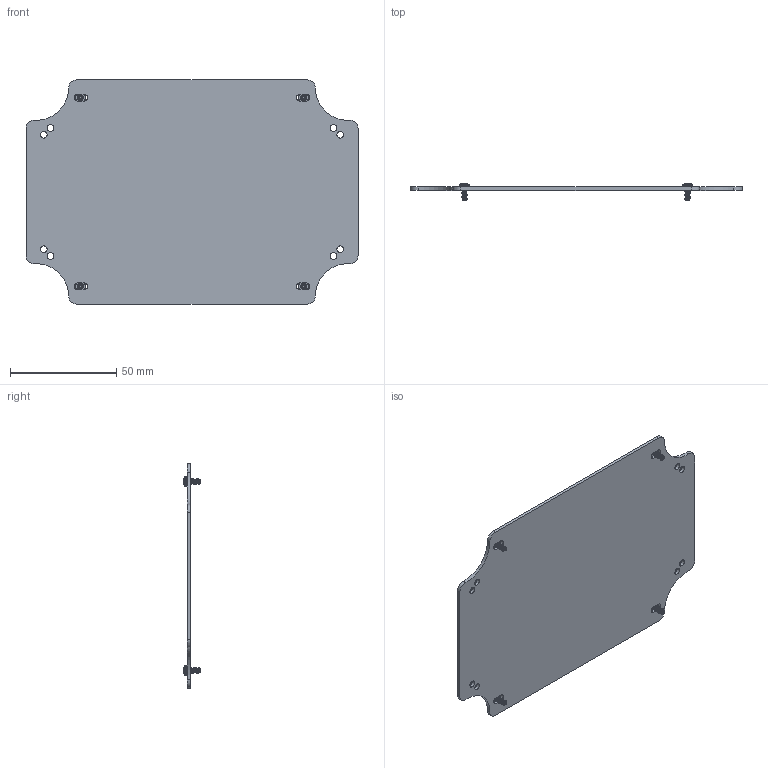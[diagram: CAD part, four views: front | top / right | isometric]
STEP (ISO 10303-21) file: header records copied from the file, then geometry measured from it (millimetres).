
FILE_DESCRIPTION (( 'STEP AP214' ), '1' );
FILE_NAME ('HD-45K-01.STEP', '2020-09-29T18:53:16', ( '' ), ( '' ), 'SwSTEP 2.0', 'SolidWorks 2016', '' );
FILE_SCHEMA (( 'AUTOMOTIVE_DESIGN' ));
Length unit declared in the file: inch
Products named in the file (3): HD-45P-01_DEFAULT; SCREWS-MBR; HD-45K-01
Assembly tree (5 placements, depth 2):
  HD-45K-01
    HD-45P-01_DEFAULT
    SCREWS-MBR  x4
Bounding box: 156.38 x 7.99 x 105.58 mm (x, y, z)
Volume: 24003.3 mm3; surface area: 31520.5 mm2
Topology: 5 solids, 5 shells, 574 faces, 1338 edges, 754 vertices
Faces by surface type: cylinder 168, torus 124, bspline 104, plane 98, sphere 68, cone 12
Full cylindrical faces by diameter (mm): 3.175 x8, 4.826 x4
Entity records: 9572 total; most frequent: CARTESIAN_POINT 5488, DIRECTION 851, ORIENTED_EDGE 804, EDGE_CURVE 402, AXIS2_PLACEMENT_3D 364, VERTEX_POINT 247, EDGE_LOOP 215, CIRCLE 207
